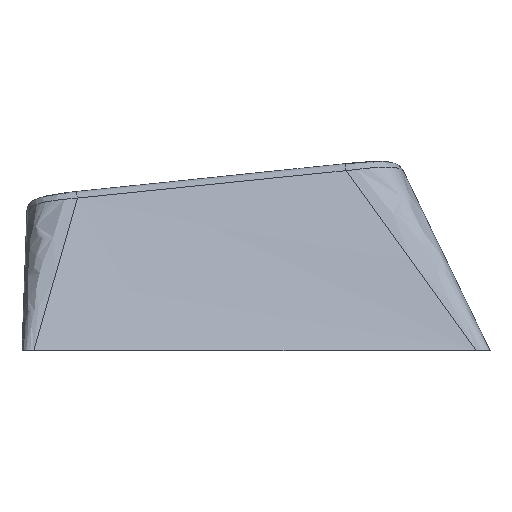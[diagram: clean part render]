
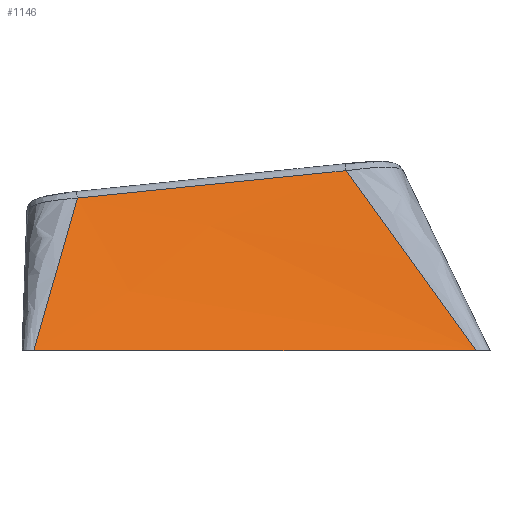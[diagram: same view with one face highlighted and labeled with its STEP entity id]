
A CAD part, left-side view. The second image highlights one B-rep face of the part: STEP entity #1146.
In plain terms, the highlighted free-form (B-spline) face has degree [3, 1] with [4, 2] control points.
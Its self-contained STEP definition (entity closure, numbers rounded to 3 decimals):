
#49=B_SPLINE_SURFACE_WITH_KNOTS('',3,1,((#1728,#1729),(#1730,#1731),(#1732,
#1733),(#1734,#1735)),.UNSPECIFIED.,.F.,.F.,.F.,(4,4),(2,2),(0.,8.845),
(-54.3,-36.2),.UNSPECIFIED.);
#72=FACE_OUTER_BOUND('',#141,.T.);
#141=EDGE_LOOP('',(#784,#785,#786,#787));
#216=B_SPLINE_CURVE_WITH_KNOTS('',3,(#1737,#1738,#1739,#1740,#1741,#1742,
#1743,#1744,#1745,#1746,#1747,#1748,#1749,#1750,#1751,#1752,#1753,#1754,
#1755,#1756,#1757,#1758),.UNSPECIFIED.,.F.,.F.,(4,3,3,3,3,3,3,4),(0.016,
0.268,1.499,2.748,4.03,5.337,
6.688,7.011),.UNSPECIFIED.);
#217=B_SPLINE_CURVE_WITH_KNOTS('',3,(#1760,#1761,#1762,#1763),
 .UNSPECIFIED.,.F.,.F.,(4,4),(0.224,9.429),
 .UNSPECIFIED.);
#218=B_SPLINE_CURVE_WITH_KNOTS('',3,(#1764,#1765,#1766,#1767),
 .UNSPECIFIED.,.F.,.F.,(4,4),(-0.12,10.325),.UNSPECIFIED.);
#255=LINE('',#1601,#367);
#367=VECTOR('',#1302,10.);
#483=VERTEX_POINT('',#1587);
#484=VERTEX_POINT('',#1600);
#499=VERTEX_POINT('',#1736);
#500=VERTEX_POINT('',#1759);
#591=EDGE_CURVE('',#483,#484,#255,.T.);
#610=EDGE_CURVE('',#499,#484,#216,.F.);
#611=EDGE_CURVE('',#483,#500,#217,.T.);
#612=EDGE_CURVE('',#500,#499,#218,.F.);
#784=ORIENTED_EDGE('',*,*,#610,.T.);
#785=ORIENTED_EDGE('',*,*,#591,.F.);
#786=ORIENTED_EDGE('',*,*,#611,.T.);
#787=ORIENTED_EDGE('',*,*,#612,.T.);
#1146=ADVANCED_FACE('',(#72),#49,.F.);
#1302=DIRECTION('',(0.,1.,0.));
#1587=CARTESIAN_POINT('',(-9.05,-10.144,-40.));
#1600=CARTESIAN_POINT('',(-9.05,6.969,-40.));
#1601=CARTESIAN_POINT('',(-9.05,-10.144,-40.));
#1728=CARTESIAN_POINT('Ctrl Pts',(-6.025,-7.06,-32.516));
#1729=CARTESIAN_POINT('Ctrl Pts',(-6.025,7.213,-34.));
#1730=CARTESIAN_POINT('Ctrl Pts',(-7.033,-8.266,-35.011));
#1731=CARTESIAN_POINT('Ctrl Pts',(-7.033,7.283,-36.));
#1732=CARTESIAN_POINT('Ctrl Pts',(-8.042,-9.472,-37.505));
#1733=CARTESIAN_POINT('Ctrl Pts',(-8.042,7.353,-38.));
#1734=CARTESIAN_POINT('Ctrl Pts',(-9.05,-10.678,-40.));
#1735=CARTESIAN_POINT('Ctrl Pts',(-9.05,7.422,-40.));
#1736=CARTESIAN_POINT('',(-6.17,5.282,-34.097));
#1737=CARTESIAN_POINT('Ctrl Pts',(-9.05,6.969,-40.));
#1738=CARTESIAN_POINT('Ctrl Pts',(-9.014,6.948,-39.929));
#1739=CARTESIAN_POINT('Ctrl Pts',(-8.979,6.928,-39.858));
#1740=CARTESIAN_POINT('Ctrl Pts',(-8.943,6.908,-39.787));
#1741=CARTESIAN_POINT('Ctrl Pts',(-8.77,6.808,-39.441));
#1742=CARTESIAN_POINT('Ctrl Pts',(-8.597,6.709,-39.094));
#1743=CARTESIAN_POINT('Ctrl Pts',(-8.425,6.61,-38.748));
#1744=CARTESIAN_POINT('Ctrl Pts',(-8.251,6.51,-38.396));
#1745=CARTESIAN_POINT('Ctrl Pts',(-8.077,6.409,-38.045));
#1746=CARTESIAN_POINT('Ctrl Pts',(-7.905,6.309,-37.693));
#1747=CARTESIAN_POINT('Ctrl Pts',(-7.727,6.206,-37.333));
#1748=CARTESIAN_POINT('Ctrl Pts',(-7.551,6.102,-36.972));
#1749=CARTESIAN_POINT('Ctrl Pts',(-7.375,5.999,-36.611));
#1750=CARTESIAN_POINT('Ctrl Pts',(-7.197,5.894,-36.244));
#1751=CARTESIAN_POINT('Ctrl Pts',(-7.019,5.789,-35.876));
#1752=CARTESIAN_POINT('Ctrl Pts',(-6.842,5.684,-35.509));
#1753=CARTESIAN_POINT('Ctrl Pts',(-6.66,5.576,-35.129));
#1754=CARTESIAN_POINT('Ctrl Pts',(-6.478,5.467,-34.749));
#1755=CARTESIAN_POINT('Ctrl Pts',(-6.298,5.359,-34.369));
#1756=CARTESIAN_POINT('Ctrl Pts',(-6.255,5.333,-34.279));
#1757=CARTESIAN_POINT('Ctrl Pts',(-6.213,5.307,-34.188));
#1758=CARTESIAN_POINT('Ctrl Pts',(-6.17,5.282,-34.097));
#1759=CARTESIAN_POINT('',(-6.151,-5.109,-33.036));
#1760=CARTESIAN_POINT('Ctrl Pts',(-9.05,-10.144,-40.));
#1761=CARTESIAN_POINT('Ctrl Pts',(-8.106,-8.47,-37.679));
#1762=CARTESIAN_POINT('Ctrl Pts',(-7.146,-6.792,-35.359));
#1763=CARTESIAN_POINT('Ctrl Pts',(-6.151,-5.109,-33.036));
#1764=CARTESIAN_POINT('Ctrl Pts',(-6.17,5.282,-34.097));
#1765=CARTESIAN_POINT('Ctrl Pts',(-6.163,1.818,-33.745));
#1766=CARTESIAN_POINT('Ctrl Pts',(-6.157,-1.646,-33.391));
#1767=CARTESIAN_POINT('Ctrl Pts',(-6.151,-5.109,-33.036));
